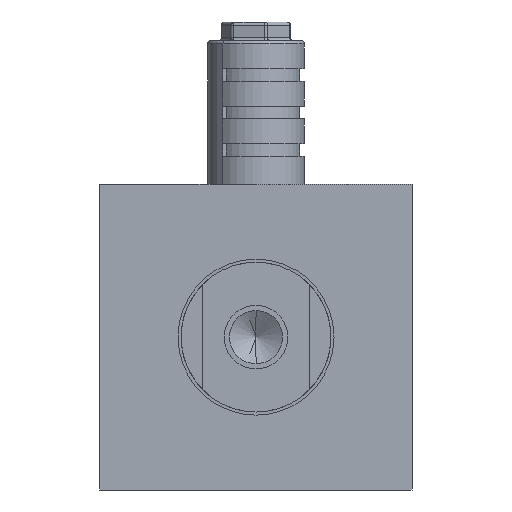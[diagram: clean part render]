
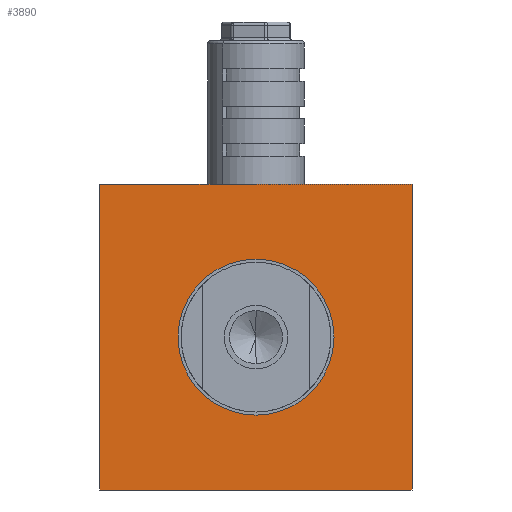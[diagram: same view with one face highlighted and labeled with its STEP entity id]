
A CAD part, front view. The second image highlights one B-rep face of the part: STEP entity #3890.
In plain terms, the highlighted planar face has unit normal (0, -1, 0).
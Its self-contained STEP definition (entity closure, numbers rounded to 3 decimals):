
#140 = DIRECTION ( 'NONE',  ( 0., 0., 1. ) ) ;
#351 = CARTESIAN_POINT ( 'NONE',  ( 0., 0., 0. ) ) ;
#397 = CARTESIAN_POINT ( 'NONE',  ( 25., 0., -24.5 ) ) ;
#753 = AXIS2_PLACEMENT_3D ( 'NONE', #9712, #6379, #3964 ) ;
#1078 = VERTEX_POINT ( 'NONE', #8439 ) ;
#1475 = PLANE ( 'NONE',  #753 ) ;
#1591 = FACE_BOUND ( 'NONE', #1792, .T. ) ;
#1792 = EDGE_LOOP ( 'NONE', ( #7922, #8474 ) ) ;
#1821 = VECTOR ( 'NONE', #9300, 1000. ) ;
#2017 = DIRECTION ( 'NONE',  ( 0., 0., 1. ) ) ;
#2270 = CARTESIAN_POINT ( 'NONE',  ( -25., 0., 24.5 ) ) ;
#2312 = CARTESIAN_POINT ( 'NONE',  ( -25., 0., -24.5 ) ) ;
#2379 = FACE_OUTER_BOUND ( 'NONE', #6941, .T. ) ;
#2614 = DIRECTION ( 'NONE',  ( 0., -1., 0. ) ) ;
#2642 = CARTESIAN_POINT ( 'NONE',  ( 25., 0., -24.5 ) ) ;
#2864 = LINE ( 'NONE', #2642, #1821 ) ;
#3017 = ORIENTED_EDGE ( 'NONE', *, *, #10648, .F. ) ;
#3477 = AXIS2_PLACEMENT_3D ( 'NONE', #351, #6157, #2017 ) ;
#3594 = CIRCLE ( 'NONE', #3477, 12.5 ) ;
#3704 = CARTESIAN_POINT ( 'NONE',  ( -25., 0., 24.5 ) ) ;
#3890 = ADVANCED_FACE ( 'NONE', ( #1591, #2379 ), #1475, .F. ) ;
#3964 = DIRECTION ( 'NONE',  ( 0., 0., 1. ) ) ;
#4822 = DIRECTION ( 'NONE',  ( 1., 0., 0. ) ) ;
#4859 = VERTEX_POINT ( 'NONE', #6321 ) ;
#5094 = VECTOR ( 'NONE', #10803, 1000. ) ;
#5485 = LINE ( 'NONE', #6670, #5094 ) ;
#5666 = LINE ( 'NONE', #2312, #10346 ) ;
#6157 = DIRECTION ( 'NONE',  ( 0., -1., 0. ) ) ;
#6321 = CARTESIAN_POINT ( 'NONE',  ( 0., 0., -12.5 ) ) ;
#6379 = DIRECTION ( 'NONE',  ( 0., 1., 0. ) ) ;
#6438 = VECTOR ( 'NONE', #4822, 1000. ) ;
#6670 = CARTESIAN_POINT ( 'NONE',  ( -25., 0., -24.5 ) ) ;
#6705 = ORIENTED_EDGE ( 'NONE', *, *, #8490, .F. ) ;
#6707 = DIRECTION ( 'NONE',  ( 0., 0., 1. ) ) ;
#6847 = CARTESIAN_POINT ( 'NONE',  ( -25., 0., -24.5 ) ) ;
#6941 = EDGE_LOOP ( 'NONE', ( #3017, #6705, #9640, #8401 ) ) ;
#6991 = VERTEX_POINT ( 'NONE', #6847 ) ;
#7055 = EDGE_CURVE ( 'NONE', #1078, #4859, #3594, .T. ) ;
#7426 = VERTEX_POINT ( 'NONE', #3704 ) ;
#7914 = EDGE_CURVE ( 'NONE', #8185, #10515, #2864, .T. ) ;
#7922 = ORIENTED_EDGE ( 'NONE', *, *, #7055, .F. ) ;
#8185 = VERTEX_POINT ( 'NONE', #10558 ) ;
#8401 = ORIENTED_EDGE ( 'NONE', *, *, #10607, .F. ) ;
#8416 = CARTESIAN_POINT ( 'NONE',  ( 0., 0., 0. ) ) ;
#8439 = CARTESIAN_POINT ( 'NONE',  ( 0., 0., 12.5 ) ) ;
#8474 = ORIENTED_EDGE ( 'NONE', *, *, #10289, .F. ) ;
#8490 = EDGE_CURVE ( 'NONE', #10515, #6991, #5485, .T. ) ;
#8528 = AXIS2_PLACEMENT_3D ( 'NONE', #8416, #2614, #6707 ) ;
#9300 = DIRECTION ( 'NONE',  ( 0., 0., -1. ) ) ;
#9329 = CIRCLE ( 'NONE', #8528, 12.5 ) ;
#9640 = ORIENTED_EDGE ( 'NONE', *, *, #7914, .F. ) ;
#9712 = CARTESIAN_POINT ( 'NONE',  ( -25., 0., 24.5 ) ) ;
#10289 = EDGE_CURVE ( 'NONE', #4859, #1078, #9329, .T. ) ;
#10346 = VECTOR ( 'NONE', #140, 1000. ) ;
#10515 = VERTEX_POINT ( 'NONE', #397 ) ;
#10558 = CARTESIAN_POINT ( 'NONE',  ( 25., 0., 24.5 ) ) ;
#10607 = EDGE_CURVE ( 'NONE', #7426, #8185, #10743, .T. ) ;
#10648 = EDGE_CURVE ( 'NONE', #6991, #7426, #5666, .T. ) ;
#10743 = LINE ( 'NONE', #2270, #6438 ) ;
#10803 = DIRECTION ( 'NONE',  ( -1., 0., 0. ) ) ;
